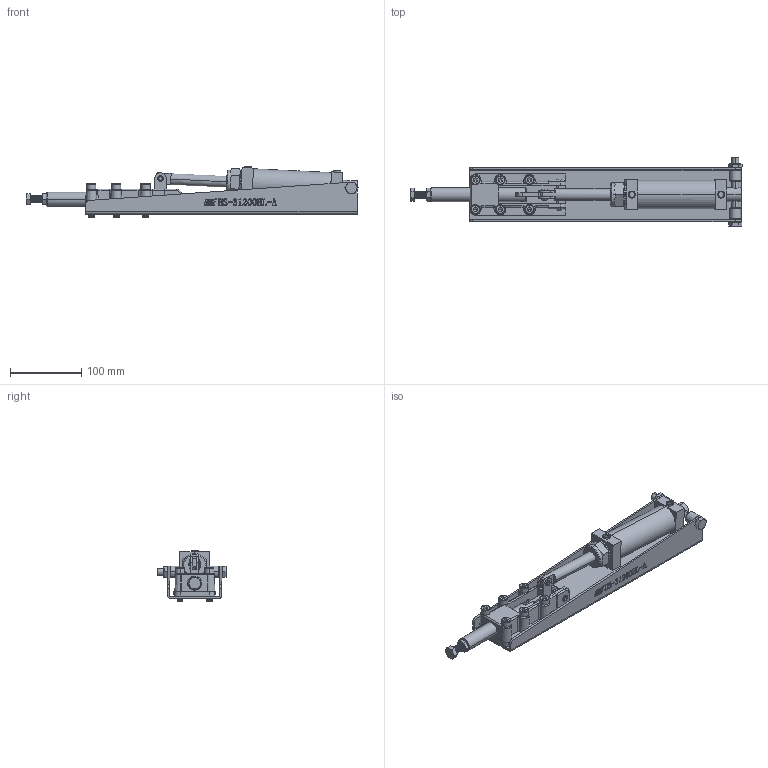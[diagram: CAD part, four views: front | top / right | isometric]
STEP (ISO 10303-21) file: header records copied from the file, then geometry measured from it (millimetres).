
FILE_DESCRIPTION (( 'STEP AP203' ), '1' );
FILE_NAME ('HS-31200HL-A .STEP', '2019-10-11T05:34:42', ( '微软用户' ), ( '微软中国' ), 'SwSTEP 2.0', 'SolidWorks 2012', '' );
FILE_SCHEMA (( 'CONFIG_CONTROL_DESIGN' ));
Products named in the file (17): HS-31200HL-A ; hexagon thin nut (grades a and b) as_AS 1112.4 AB- M10-N; hex bolt gradec_as_AS 1111.1 - M10 x 70 x 70-WS; hexagon socket head cap screw_as_AS 1420 - M8 x 40-S; 种杶; hex thin nuts-grades ab-chamfered gb_GB_FASTENER_NUT_STNAB M10-N; hexagon head bolts-full thread gb_GB_FASTENER_BOLT_STBAB A M10X90-N; 蚐詰; 挴裝; 种2; 种1; 蹟譫; 蟀裝2; 蟀裝; 活塞杆; 菁釱; 菁殤
Assembly tree (23 placements, depth 2):
  HS-31200HL-A 
    菁殤
    菁釱
    活塞杆
    蟀裝
    蟀裝2
    蹟譫
    种1  x2
    种2
    挴裝
    蚐詰
    hexagon head bolts-full thread gb_GB_FASTENER_BOLT_STBAB A M10X90-N
    hex thin nuts-grades ab-chamfered gb_GB_FASTENER_NUT_STNAB M10-N
    种杶  x2
    hexagon socket head cap screw_as_AS 1420 - M8 x 40-S  x6
    hex bolt gradec_as_AS 1111.1 - M10 x 70 x 70-WS
    hexagon thin nut (grades a and b) as_AS 1112.4 AB- M10-N
Bounding box: 465.22 x 96.58 x 72.32 mm (x, y, z)
Volume: 589269 mm3; surface area: 224412.8 mm2
Topology: 23 solids, 23 shells, 2065 faces, 4838 edges, 2866 vertices
Faces by surface type: cone 791, cylinder 553, plane 487, bspline 210, torus 24
Entity records: 49152 total; most frequent: CARTESIAN_POINT 17142, ORIENTED_EDGE 6452, DIRECTION 5989, EDGE_CURVE 3226, AXIS2_PLACEMENT_3D 2166, VERTEX_POINT 2037, LINE 1657, VECTOR 1657
